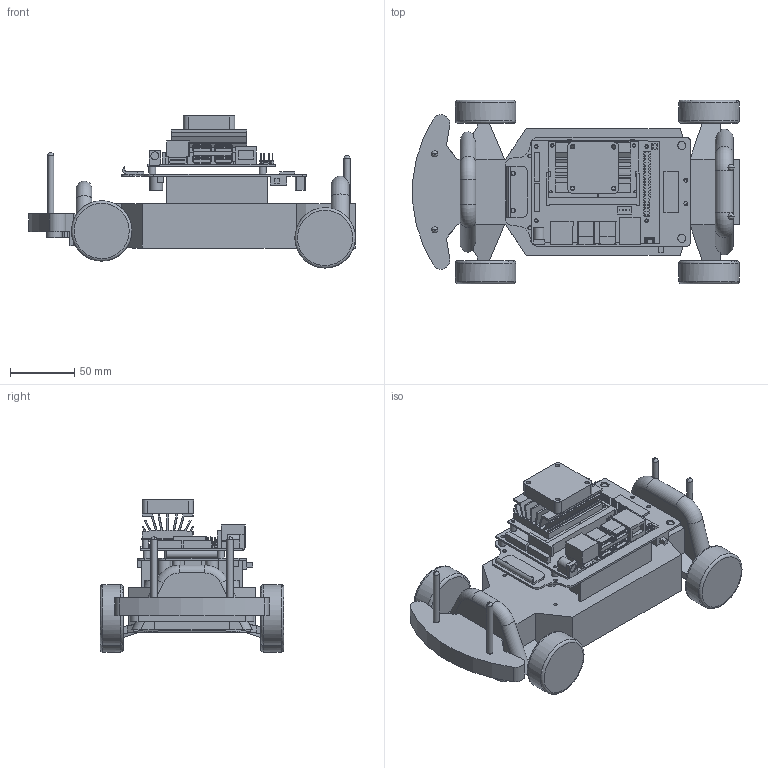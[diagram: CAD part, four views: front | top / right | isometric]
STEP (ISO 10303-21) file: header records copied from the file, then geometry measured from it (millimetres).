
FILE_DESCRIPTION(/* description */ (''),/* implementation_level */ '2;1');
FILE_NAME(/* name */ 'WRO v2.step',/* time_stamp */ '2022-11-15T09:54:59+08:00',/* author */ (''),/* organization */ (''),/* preprocessor_version */ 'ST-DEVELOPER v19.2',/* originating_system */ 'Autodesk Translation Framework v11.17.0.187',/* authorisation */ '');
FILE_SCHEMA (('AUTOMOTIVE_DESIGN { 1 0 10303 214 3 1 1 }'));
Length unit declared in the file: millimetre
Products named in the file (9): (Unsaved); 0304-01; 0304-02; 0304-03; 0304-07; ASM0304-01_ASM; 0304-10; 0304-11; 0304-12
Assembly tree (9 placements, depth 2):
  (Unsaved)
    0304-01
    0304-02
    0304-03
    0304-07
    ASM0304-01_ASM  x2
    0304-10
    0304-11
    0304-12
Bounding box: 254.36 x 143 x 118.5 mm (x, y, z)
Volume: 1022850.1 mm3; surface area: 193714.7 mm2
Topology: 7 solids, 8 shells, 1652 faces, 4475 edges, 2946 vertices
Faces by surface type: plane 1359, cylinder 269, torus 12, bspline 10, sphere 2
Full cylindrical faces by diameter (mm): 1.8 x2, 2 x6, 2.7 x8, 2.8 x4, 3 x6, 3.5 x8, 4.3 x4, 4.5 x1, 4.7 x4, 5 x2, 5.5 x4, 6.3 x2, 10 x2, 47 x4
Entity records: 52084 total; most frequent: CARTESIAN_POINT 9458, ORIENTED_EDGE 8948, DIRECTION 8401, EDGE_CURVE 4474, LINE 3845, VECTOR 3845, VERTEX_POINT 2946, AXIS2_PLACEMENT_3D 2278
